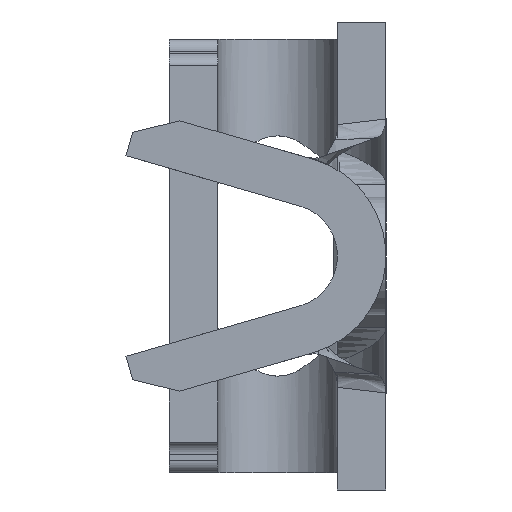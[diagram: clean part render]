
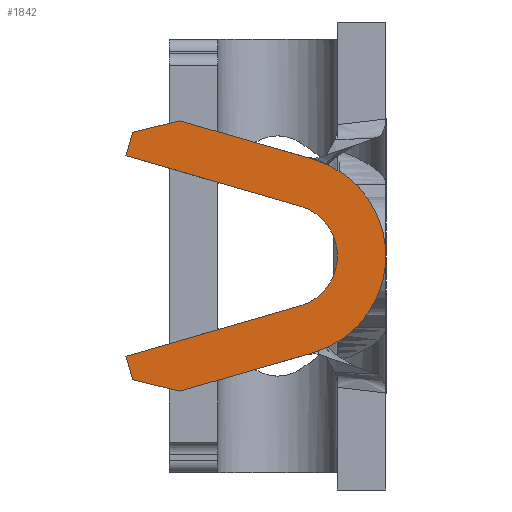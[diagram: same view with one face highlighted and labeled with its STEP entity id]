
A CAD part, left-side view. The second image highlights one B-rep face of the part: STEP entity #1842.
In plain terms, the highlighted planar face has unit normal (-1, 0, 0).
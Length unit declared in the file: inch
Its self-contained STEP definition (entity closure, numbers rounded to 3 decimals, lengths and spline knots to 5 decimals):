
#21 = LINE ( 'NONE', #2156, #127 ) ;
#37 = CARTESIAN_POINT ( 'NONE',  ( -0.7505, -0.02062, -0.06928 ) ) ;
#46 = ORIENTED_EDGE ( 'NONE', *, *, #1070, .F. ) ;
#104 = VERTEX_POINT ( 'NONE', #3428 ) ;
#127 = VECTOR ( 'NONE', #173, 39.37008 ) ;
#153 = DIRECTION ( 'NONE',  ( 0., 0.961, 0.278 ) ) ;
#173 = DIRECTION ( 'NONE',  ( 0., 0.278, 0.961 ) ) ;
#218 = DIRECTION ( 'NONE',  ( -1., 0., 0. ) ) ;
#259 = LINE ( 'NONE', #1140, #2828 ) ;
#271 = VERTEX_POINT ( 'NONE', #1646 ) ;
#340 = CARTESIAN_POINT ( 'NONE',  ( -0.7505, -0.02062, -0.18072 ) ) ;
#364 = VECTOR ( 'NONE', #767, 39.37008 ) ;
#508 = VERTEX_POINT ( 'NONE', #1572 ) ;
#581 = LINE ( 'NONE', #806, #1453 ) ;
#596 = VERTEX_POINT ( 'NONE', #2294 ) ;
#612 = ORIENTED_EDGE ( 'NONE', *, *, #2886, .F. ) ;
#753 = EDGE_CURVE ( 'NONE', #2816, #2314, #2666, .T. ) ;
#767 = DIRECTION ( 'NONE',  ( 0., -0.278, 0.961 ) ) ;
#806 = CARTESIAN_POINT ( 'NONE',  ( -0.7505, -0.01284, -0.09618 ) ) ;
#811 = ORIENTED_EDGE ( 'NONE', *, *, #3426, .F. ) ;
#882 = ORIENTED_EDGE ( 'NONE', *, *, #4180, .F. ) ;
#930 = LINE ( 'NONE', #2424, #2509 ) ;
#1017 = DIRECTION ( 'NONE',  ( 0., 0., -1. ) ) ;
#1070 = EDGE_CURVE ( 'NONE', #2213, #3945, #930, .T. ) ;
#1074 = AXIS2_PLACEMENT_3D ( 'NONE', #2205, #218, #2544 ) ;
#1094 = DIRECTION ( 'NONE',  ( 0., 0.971, 0.24 ) ) ;
#1140 = CARTESIAN_POINT ( 'NONE',  ( -0.7505, -0.01284, -0.15382 ) ) ;
#1237 = LINE ( 'NONE', #2806, #2936 ) ;
#1286 = AXIS2_PLACEMENT_3D ( 'NONE', #4039, #3040, #1017 ) ;
#1297 = CARTESIAN_POINT ( 'NONE',  ( -0.7505, 0.05643, -0.203 ) ) ;
#1409 = FACE_OUTER_BOUND ( 'NONE', #1632, .T. ) ;
#1453 = VECTOR ( 'NONE', #153, 39.37008 ) ;
#1465 = DIRECTION ( 'NONE',  ( 0., -0.961, 0.278 ) ) ;
#1496 = EDGE_CURVE ( 'NONE', #1841, #2213, #3941, .T. ) ;
#1516 = DIRECTION ( 'NONE',  ( 1., 0., 0. ) ) ;
#1567 = EDGE_CURVE ( 'NONE', #104, #2816, #1237, .T. ) ;
#1572 = CARTESIAN_POINT ( 'NONE',  ( -0.7505, 0.0875, -0.06716 ) ) ;
#1581 = EDGE_CURVE ( 'NONE', #596, #271, #259, .T. ) ;
#1632 = EDGE_LOOP ( 'NONE', ( #612, #3085, #1638, #882, #4187, #811, #3399, #2697, #46, #3885 ) ) ;
#1638 = ORIENTED_EDGE ( 'NONE', *, *, #1567, .F. ) ;
#1646 = CARTESIAN_POINT ( 'NONE',  ( -0.7505, -0.01284, -0.15382 ) ) ;
#1650 = CARTESIAN_POINT ( 'NONE',  ( -0.7505, 0.08361, -0.19629 ) ) ;
#1670 = AXIS2_PLACEMENT_3D ( 'NONE', #3566, #1516, #3902 ) ;
#1751 = VECTOR ( 'NONE', #2109, 39.37008 ) ;
#1841 = VERTEX_POINT ( 'NONE', #340 ) ;
#1842 = ADVANCED_FACE ( 'NONE', ( #1409 ), #2689, .F. ) ;
#1939 = CARTESIAN_POINT ( 'NONE',  ( -0.7505, 0.05643, -0.047 ) ) ;
#2109 = DIRECTION ( 'NONE',  ( 0., -0.961, -0.278 ) ) ;
#2156 = CARTESIAN_POINT ( 'NONE',  ( -0.7505, 0.0875, -0.18284 ) ) ;
#2205 = CARTESIAN_POINT ( 'NONE',  ( -0.7505, -0.0045, -0.125 ) ) ;
#2213 = VERTEX_POINT ( 'NONE', #1297 ) ;
#2294 = CARTESIAN_POINT ( 'NONE',  ( -0.7505, 0.0875, -0.18284 ) ) ;
#2314 = VERTEX_POINT ( 'NONE', #37 ) ;
#2409 = CIRCLE ( 'NONE', #1074, 0.03 ) ;
#2424 = CARTESIAN_POINT ( 'NONE',  ( -0.7505, 0.08361, -0.19629 ) ) ;
#2430 = CARTESIAN_POINT ( 'NONE',  ( -0.7505, 0.0875, -0.06716 ) ) ;
#2494 = EDGE_CURVE ( 'NONE', #3609, #508, #581, .T. ) ;
#2509 = VECTOR ( 'NONE', #1094, 39.37008 ) ;
#2544 = DIRECTION ( 'NONE',  ( 0., 0., -1. ) ) ;
#2666 = LINE ( 'NONE', #3815, #1751 ) ;
#2689 = PLANE ( 'NONE',  #1286 ) ;
#2697 = ORIENTED_EDGE ( 'NONE', *, *, #2843, .F. ) ;
#2806 = CARTESIAN_POINT ( 'NONE',  ( -0.7505, 0.08361, -0.05371 ) ) ;
#2816 = VERTEX_POINT ( 'NONE', #1939 ) ;
#2828 = VECTOR ( 'NONE', #1465, 39.37008 ) ;
#2843 = EDGE_CURVE ( 'NONE', #3945, #596, #21, .T. ) ;
#2886 = EDGE_CURVE ( 'NONE', #2314, #1841, #3270, .T. ) ;
#2936 = VECTOR ( 'NONE', #3152, 39.37008 ) ;
#3035 = VECTOR ( 'NONE', #4133, 39.37008 ) ;
#3040 = DIRECTION ( 'NONE',  ( 1., 0., 0. ) ) ;
#3085 = ORIENTED_EDGE ( 'NONE', *, *, #753, .F. ) ;
#3109 = CARTESIAN_POINT ( 'NONE',  ( -0.7505, -0.01284, -0.09618 ) ) ;
#3152 = DIRECTION ( 'NONE',  ( 0., -0.971, 0.24 ) ) ;
#3270 = CIRCLE ( 'NONE', #1670, 0.058 ) ;
#3399 = ORIENTED_EDGE ( 'NONE', *, *, #1581, .F. ) ;
#3426 = EDGE_CURVE ( 'NONE', #271, #3609, #2409, .T. ) ;
#3428 = CARTESIAN_POINT ( 'NONE',  ( -0.7505, 0.08361, -0.05371 ) ) ;
#3566 = CARTESIAN_POINT ( 'NONE',  ( -0.7505, -0.0045, -0.125 ) ) ;
#3609 = VERTEX_POINT ( 'NONE', #3109 ) ;
#3808 = CARTESIAN_POINT ( 'NONE',  ( -0.7505, -0.02062, -0.18072 ) ) ;
#3815 = CARTESIAN_POINT ( 'NONE',  ( -0.7505, -0.02062, -0.06928 ) ) ;
#3885 = ORIENTED_EDGE ( 'NONE', *, *, #1496, .F. ) ;
#3902 = DIRECTION ( 'NONE',  ( 0., 0., -1. ) ) ;
#3941 = LINE ( 'NONE', #3808, #3035 ) ;
#3945 = VERTEX_POINT ( 'NONE', #1650 ) ;
#4039 = CARTESIAN_POINT ( 'NONE',  ( -0.7505, -0.0045, -0.125 ) ) ;
#4046 = LINE ( 'NONE', #2430, #364 ) ;
#4133 = DIRECTION ( 'NONE',  ( 0., 0.961, -0.278 ) ) ;
#4180 = EDGE_CURVE ( 'NONE', #508, #104, #4046, .T. ) ;
#4187 = ORIENTED_EDGE ( 'NONE', *, *, #2494, .F. ) ;
